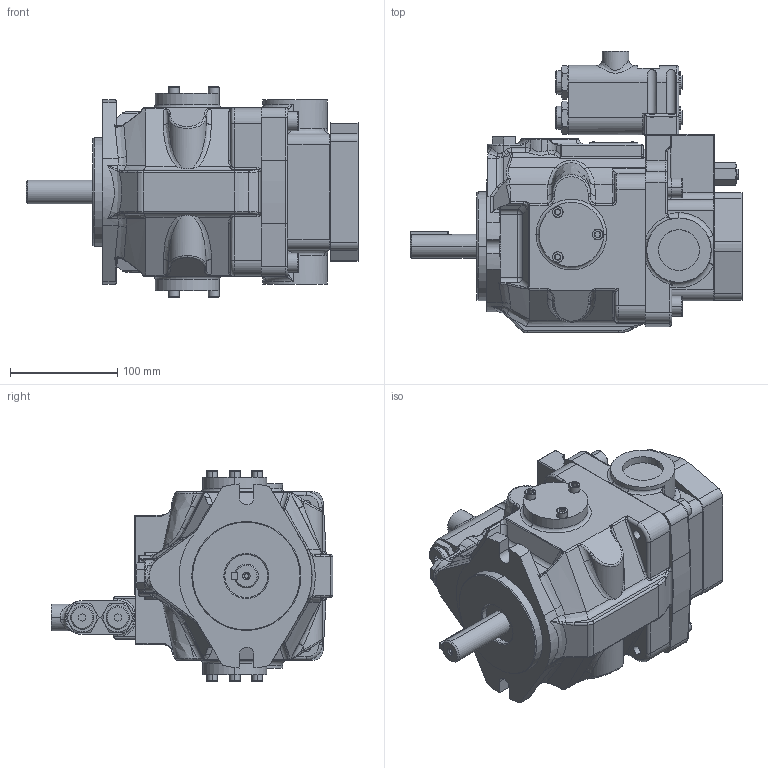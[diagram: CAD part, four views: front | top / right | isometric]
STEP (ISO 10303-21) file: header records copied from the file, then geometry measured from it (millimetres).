
FILE_DESCRIPTION (( 'STEP AP214' ), '1' );
FILE_NAME ('J-V38-SA-xxx-X-95-S1.STEP', '2012-08-14T11:59:49', ( 'user' ), ( 'Hewlett-Packard Company' ), 'SwSTEP 2.0', 'SolidWorks 2011', '' );
FILE_SCHEMA (( 'AUTOMOTIVE_DESIGN' ));
Length unit declared in the file: millimetre
Products named in the file (22): Schraube_M4x20~1_M 4 x 20; Regler_SA_250.26.074~1; Bolzen_250.26.078~1; Dichtung___A-Regler_250.26.019~1; Feder_250.26.077~1; O-Ring_250.26.054~1; Mutter_250.26.049~1_M 27 B; Schraube_250.26.048~1; Feder_250.26.068~1; Feder~1; Gewindestift_250.26.075~1_M 4 x 10; O-Ring_250.26.057~1; Schraube_250.26.050~1; Kolben_250.26.046~1; Kolben_250.26.076~1; Federaufsatz_250.26.045~1; O-Ring_250.26.058~1; Reglergehäuse_250.26.073~1; Zylinderschraube_M10x45_8.8_250.50.392~1_M 10 x 35; Durchtriebsflansch_SAE_250.32.850~1; 250.32.849_J-V38-S1~1_Default; J-V38-SA-xxx-X-95-S1
Assembly tree (34 placements, depth 3):
  J-V38-SA-xxx-X-95-S1
    Schraube_M4x20~1_M 4 x 20  x4
    Zylinderschraube_M10x45_8.8_250.50.392~1_M 10 x 35  x4
    Regler_SA_250.26.074~1
      Schraube_250.26.048~1  x2
      Kolben_250.26.046~1
      O-Ring_250.26.054~1  x2
      Mutter_250.26.049~1_M 27 B  x2
      Bolzen_250.26.078~1
      Schraube_250.26.050~1  x2
      Feder_250.26.077~1
      Gewindestift_250.26.075~1_M 4 x 10  x2
      Feder~1
      Dichtung___A-Regler_250.26.019~1
      Reglergehäuse_250.26.073~1
      Federaufsatz_250.26.045~1  x2
      Feder_250.26.068~1
      O-Ring_250.26.057~1  x2
      Kolben_250.26.076~1
      O-Ring_250.26.058~1
    Durchtriebsflansch_SAE_250.32.850~1
    250.32.849_J-V38-S1~1_Default
Bounding box: 309.37 x 262.75 x 195.9 mm (x, y, z)
Volume: 4918583.6 mm3; surface area: 329661 mm2
Topology: 33 solids, 33 shells, 1799 faces, 4041 edges, 2394 vertices
Faces by surface type: plane 632, cylinder 580, cone 206, bspline 187, torus 169, sphere 25
Entity records: 66256 total; most frequent: CARTESIAN_POINT 31252, DIRECTION 6965, ORIENTED_EDGE 6854, EDGE_CURVE 3427, AXIS2_PLACEMENT_3D 2783, VERTEX_POINT 2060, EDGE_LOOP 1697, FACE_OUTER_BOUND 1516
